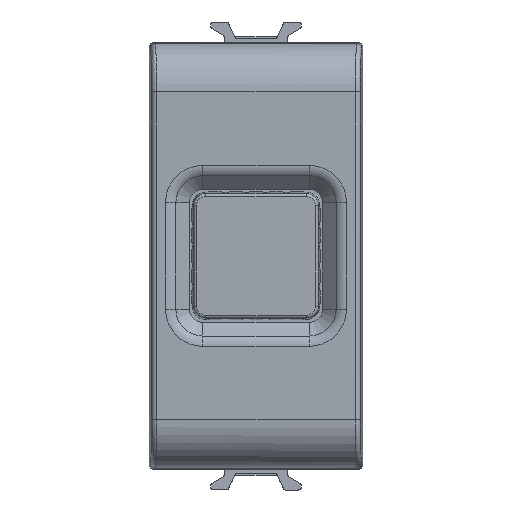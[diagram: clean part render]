
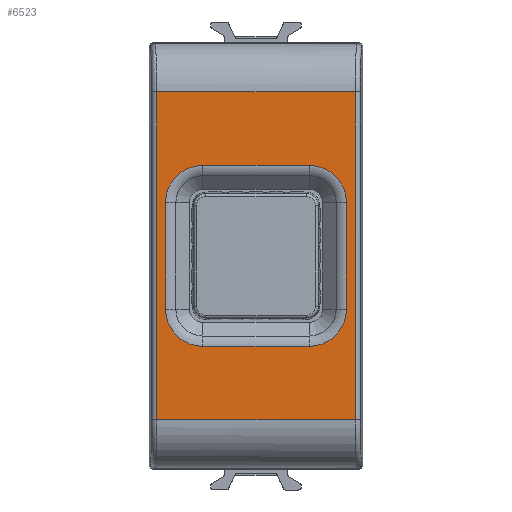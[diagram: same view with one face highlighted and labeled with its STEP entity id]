
A CAD part, top view. The second image highlights one B-rep face of the part: STEP entity #6523.
In plain terms, the highlighted planar face has unit normal (0, 0, 1).
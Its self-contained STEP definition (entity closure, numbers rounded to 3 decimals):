
#6437=AXIS2_PLACEMENT_3D('Plane Axis2P3D',#6434,#6435,#6436) ;
#6468=AXIS2_PLACEMENT_3D('Circle Axis2P3D',#6466,#6467,$) ;
#6482=AXIS2_PLACEMENT_3D('Circle Axis2P3D',#6480,#6481,$) ;
#6496=AXIS2_PLACEMENT_3D('Circle Axis2P3D',#6494,#6495,$) ;
#6510=AXIS2_PLACEMENT_3D('Circle Axis2P3D',#6508,#6509,$) ;
#3830=CARTESIAN_POINT('Line Origine',(0.,16.903,11.2)) ;
#3834=CARTESIAN_POINT('Vertex',(10.248,16.903,11.2)) ;
#3836=CARTESIAN_POINT('Vertex',(-10.248,16.903,11.2)) ;
#4955=CARTESIAN_POINT('Vertex',(-10.248,-16.903,11.2)) ;
#4985=CARTESIAN_POINT('Line Origine',(-10.248,0.,11.2)) ;
#6434=CARTESIAN_POINT('Axis2P3D Location',(0.,0.,11.2)) ;
#6439=CARTESIAN_POINT('Line Origine',(0.,-16.903,11.2)) ;
#6443=CARTESIAN_POINT('Vertex',(10.248,-16.903,11.2)) ;
#6446=CARTESIAN_POINT('Line Origine',(10.248,0.,11.2)) ;
#6457=CARTESIAN_POINT('Line Origine',(0.,9.321,11.2)) ;
#6461=CARTESIAN_POINT('Vertex',(-5.5,9.321,11.2)) ;
#6463=CARTESIAN_POINT('Vertex',(5.5,9.321,11.2)) ;
#6466=CARTESIAN_POINT('Axis2P3D Location',(5.5,5.5,11.2)) ;
#6470=CARTESIAN_POINT('Vertex',(9.321,5.5,11.2)) ;
#6473=CARTESIAN_POINT('Line Origine',(9.321,0.,11.2)) ;
#6477=CARTESIAN_POINT('Vertex',(9.321,-5.5,11.2)) ;
#6480=CARTESIAN_POINT('Axis2P3D Location',(5.5,-5.5,11.2)) ;
#6484=CARTESIAN_POINT('Vertex',(5.5,-9.321,11.2)) ;
#6487=CARTESIAN_POINT('Line Origine',(0.,-9.321,11.2)) ;
#6491=CARTESIAN_POINT('Vertex',(-5.5,-9.321,11.2)) ;
#6494=CARTESIAN_POINT('Axis2P3D Location',(-5.5,-5.5,11.2)) ;
#6498=CARTESIAN_POINT('Vertex',(-9.321,-5.5,11.2)) ;
#6501=CARTESIAN_POINT('Line Origine',(-9.321,0.,11.2)) ;
#6505=CARTESIAN_POINT('Vertex',(-9.321,5.5,11.2)) ;
#6508=CARTESIAN_POINT('Axis2P3D Location',(-5.5,5.5,11.2)) ;
#3831=DIRECTION('Vector Direction',(1.,0.,0.)) ;
#4986=DIRECTION('Vector Direction',(0.,1.,0.)) ;
#6435=DIRECTION('Axis2P3D Direction',(0.,0.,1.)) ;
#6436=DIRECTION('Axis2P3D XDirection',(1.,0.,0.)) ;
#6440=DIRECTION('Vector Direction',(1.,0.,0.)) ;
#6447=DIRECTION('Vector Direction',(0.,-1.,0.)) ;
#6458=DIRECTION('Vector Direction',(1.,0.,0.)) ;
#6467=DIRECTION('Axis2P3D Direction',(0.,0.,1.)) ;
#6474=DIRECTION('Vector Direction',(0.,1.,0.)) ;
#6481=DIRECTION('Axis2P3D Direction',(0.,0.,1.)) ;
#6488=DIRECTION('Vector Direction',(-1.,0.,0.)) ;
#6495=DIRECTION('Axis2P3D Direction',(0.,0.,1.)) ;
#6502=DIRECTION('Vector Direction',(0.,-1.,0.)) ;
#6509=DIRECTION('Axis2P3D Direction',(0.,0.,1.)) ;
#3832=VECTOR('Line Direction',#3831,1.) ;
#4987=VECTOR('Line Direction',#4986,1.) ;
#6441=VECTOR('Line Direction',#6440,1.) ;
#6448=VECTOR('Line Direction',#6447,1.) ;
#6459=VECTOR('Line Direction',#6458,1.) ;
#6475=VECTOR('Line Direction',#6474,1.) ;
#6489=VECTOR('Line Direction',#6488,1.) ;
#6503=VECTOR('Line Direction',#6502,1.) ;
#6452=ORIENTED_EDGE('',*,*,#6445,.T.) ;
#6453=ORIENTED_EDGE('',*,*,#6450,.T.) ;
#6454=ORIENTED_EDGE('',*,*,#3838,.T.) ;
#6455=ORIENTED_EDGE('',*,*,#4989,.T.) ;
#6514=ORIENTED_EDGE('',*,*,#6465,.T.) ;
#6515=ORIENTED_EDGE('',*,*,#6472,.T.) ;
#6516=ORIENTED_EDGE('',*,*,#6479,.T.) ;
#6517=ORIENTED_EDGE('',*,*,#6486,.T.) ;
#6518=ORIENTED_EDGE('',*,*,#6493,.T.) ;
#6519=ORIENTED_EDGE('',*,*,#6500,.T.) ;
#6520=ORIENTED_EDGE('',*,*,#6507,.T.) ;
#6521=ORIENTED_EDGE('',*,*,#6512,.T.) ;
#6522=FACE_BOUND('',#6513,.T.) ;
#6523=ADVANCED_FACE('PartBody',(#6456,#6522),#6438,.T.) ;
#6469=CIRCLE('generated circle',#6468,3.821) ;
#6483=CIRCLE('generated circle',#6482,3.821) ;
#6497=CIRCLE('generated circle',#6496,3.821) ;
#6511=CIRCLE('generated circle',#6510,3.821) ;
#3838=EDGE_CURVE('',#3835,#3837,#3833,.F.) ;
#4989=EDGE_CURVE('',#3837,#4956,#4988,.F.) ;
#6445=EDGE_CURVE('',#4956,#6444,#6442,.T.) ;
#6450=EDGE_CURVE('',#6444,#3835,#6449,.F.) ;
#6465=EDGE_CURVE('',#6462,#6464,#6460,.T.) ;
#6472=EDGE_CURVE('',#6464,#6471,#6469,.F.) ;
#6479=EDGE_CURVE('',#6471,#6478,#6476,.F.) ;
#6486=EDGE_CURVE('',#6478,#6485,#6483,.F.) ;
#6493=EDGE_CURVE('',#6485,#6492,#6490,.T.) ;
#6500=EDGE_CURVE('',#6492,#6499,#6497,.F.) ;
#6507=EDGE_CURVE('',#6499,#6506,#6504,.F.) ;
#6512=EDGE_CURVE('',#6506,#6462,#6511,.F.) ;
#6451=EDGE_LOOP('',(#6452,#6453,#6454,#6455)) ;
#6513=EDGE_LOOP('',(#6514,#6515,#6516,#6517,#6518,#6519,#6520,#6521)) ;
#6456=FACE_OUTER_BOUND('',#6451,.T.) ;
#3833=LINE('Line',#3830,#3832) ;
#4988=LINE('Line',#4985,#4987) ;
#6442=LINE('Line',#6439,#6441) ;
#6449=LINE('Line',#6446,#6448) ;
#6460=LINE('Line',#6457,#6459) ;
#6476=LINE('Line',#6473,#6475) ;
#6490=LINE('Line',#6487,#6489) ;
#6504=LINE('Line',#6501,#6503) ;
#6438=PLANE('',#6437) ;
#3835=VERTEX_POINT('',#3834) ;
#3837=VERTEX_POINT('',#3836) ;
#4956=VERTEX_POINT('',#4955) ;
#6444=VERTEX_POINT('',#6443) ;
#6462=VERTEX_POINT('',#6461) ;
#6464=VERTEX_POINT('',#6463) ;
#6471=VERTEX_POINT('',#6470) ;
#6478=VERTEX_POINT('',#6477) ;
#6485=VERTEX_POINT('',#6484) ;
#6492=VERTEX_POINT('',#6491) ;
#6499=VERTEX_POINT('',#6498) ;
#6506=VERTEX_POINT('',#6505) ;
